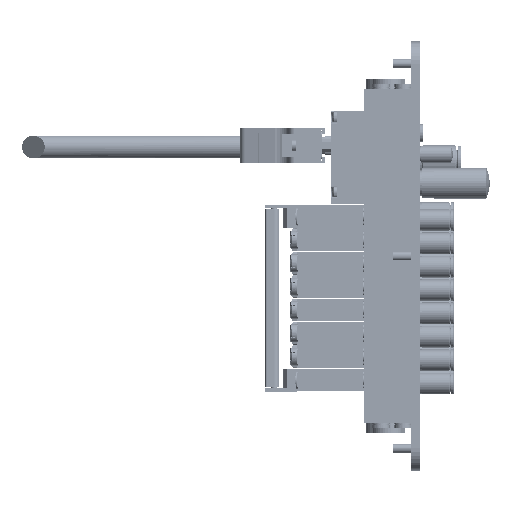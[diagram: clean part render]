
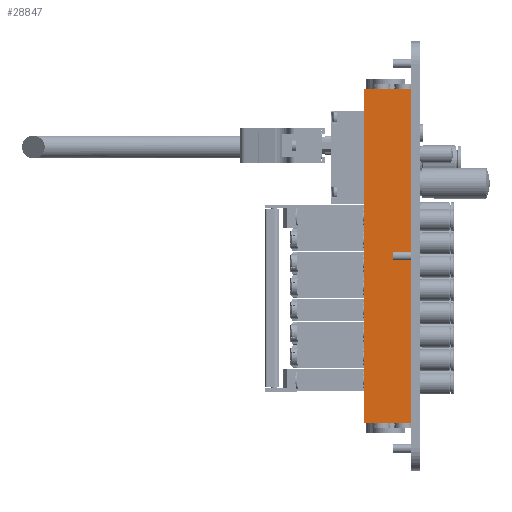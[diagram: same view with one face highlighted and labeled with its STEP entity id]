
A CAD part, left-side view. The second image highlights one B-rep face of the part: STEP entity #28847.
In plain terms, the highlighted face is planar.
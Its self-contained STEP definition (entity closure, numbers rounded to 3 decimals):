
#4561=FACE_OUTER_BOUND('',#6713,.T.);
#6713=EDGE_LOOP('',(#22417,#22418,#22419,#22420));
#8506=LINE('',#42570,#10776);
#8713=LINE('',#43102,#10983);
#9289=LINE('',#45607,#11559);
#9290=LINE('',#45608,#11560);
#10776=VECTOR('',#33743,10.);
#10983=VECTOR('',#34228,10.);
#11559=VECTOR('',#36668,10.);
#11560=VECTOR('',#36669,10.);
#12998=VERTEX_POINT('',#42563);
#13001=VERTEX_POINT('',#42568);
#13186=VERTEX_POINT('',#43099);
#13187=VERTEX_POINT('',#43101);
#15875=EDGE_CURVE('',#13001,#12998,#8506,.T.);
#16135=EDGE_CURVE('',#13187,#13186,#8713,.T.);
#17135=EDGE_CURVE('',#13186,#12998,#9289,.T.);
#17136=EDGE_CURVE('',#13001,#13187,#9290,.T.);
#22417=ORIENTED_EDGE('',*,*,#17135,.T.);
#22418=ORIENTED_EDGE('',*,*,#15875,.F.);
#22419=ORIENTED_EDGE('',*,*,#17136,.T.);
#22420=ORIENTED_EDGE('',*,*,#16135,.T.);
#27528=PLANE('',#31244);
#28847=ADVANCED_FACE('',(#4561),#27528,.T.);
#31244=AXIS2_PLACEMENT_3D('',#45606,#36666,#36667);
#33743=DIRECTION('',(0.,0.,1.));
#34228=DIRECTION('',(0.,0.,1.));
#36666=DIRECTION('center_axis',(1.,0.,0.));
#36667=DIRECTION('ref_axis',(0.,0.,-1.));
#36668=DIRECTION('',(0.,-1.,0.));
#36669=DIRECTION('',(0.,1.,0.));
#42563=CARTESIAN_POINT('',(91.5,-23.,150.));
#42568=CARTESIAN_POINT('',(91.5,-23.,0.));
#42570=CARTESIAN_POINT('',(91.5,-23.,0.));
#43099=CARTESIAN_POINT('',(91.5,0.,150.));
#43101=CARTESIAN_POINT('',(91.5,0.,0.));
#43102=CARTESIAN_POINT('',(91.5,0.,0.));
#45606=CARTESIAN_POINT('Origin',(91.5,0.,0.));
#45607=CARTESIAN_POINT('',(91.5,-23.,150.));
#45608=CARTESIAN_POINT('',(91.5,-23.,0.));
